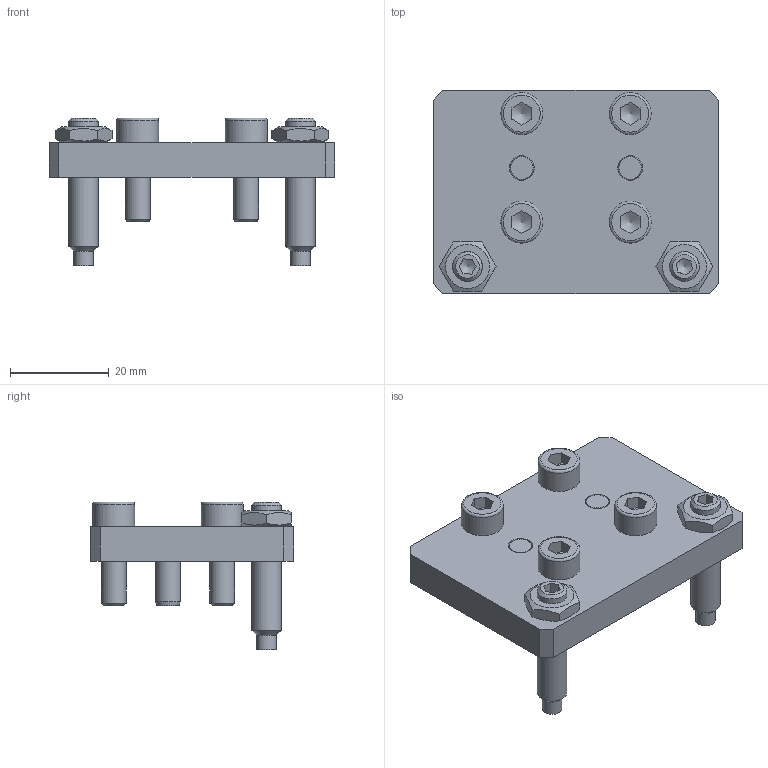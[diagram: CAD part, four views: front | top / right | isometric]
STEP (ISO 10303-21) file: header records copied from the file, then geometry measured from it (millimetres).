
FILE_DESCRIPTION(/* description */ ('PRESSORE'),/* implementation_level */ '2;1');
FILE_NAME(/* name */ 'PP-PAO-MC 15.stp',/* time_stamp */ '2019-11-05T09:23:36+01:00',/* author */ ('Emilio'),/* organization */ (''),/* preprocessor_version */ 'ST-DEVELOPER v17',/* originating_system */ 'Autodesk Inventor 2019',/* authorisation */ '');
FILE_SCHEMA (('AUTOMOTIVE_DESIGN { 1 0 10303 214 3 1 1 }','PROCESS_PLANNING_SCHEMA'));
Length unit declared in the file: millimetre
Products named in the file (6): PAO-MC 15; PP-PAO-MC 15; DIN 915 - M6 x 30; ISO 4035 - M6; ISO 4762  - M5 x 16; ISO 8734 - 5 x 16 - A
Assembly tree (11 placements, depth 2):
  PAO-MC 15
    PP-PAO-MC 15
    DIN 915 - M6 x 30  x2
    ISO 4035 - M6  x2
    ISO 4762  - M5 x 16  x4
    ISO 8734 - 5 x 16 - A  x2
Bounding box: 58 x 41.25 x 30 mm (x, y, z)
Volume: 20240.3 mm3; surface area: 11142 mm2
Topology: 11 solids, 11 shells, 140 faces, 366 edges, 252 vertices
Faces by surface type: plane 82, cone 26, cylinder 24, torus 8
Full cylindrical faces by diameter (mm): 4 x2, 4.917 x4, 5 x8, 5.5 x4, 6 x2, 8.5 x4
Entity records: 2311 total; most frequent: CARTESIAN_POINT 418, DIRECTION 367, ORIENTED_EDGE 336, EDGE_CURVE 168, AXIS2_PLACEMENT_3D 144, VERTEX_POINT 117, EDGE_LOOP 85, LINE 79
